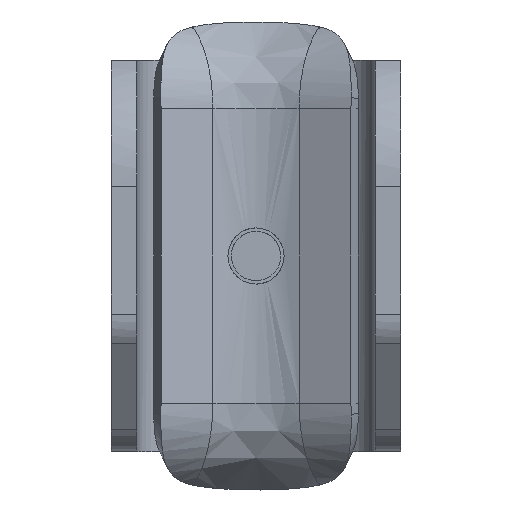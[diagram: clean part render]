
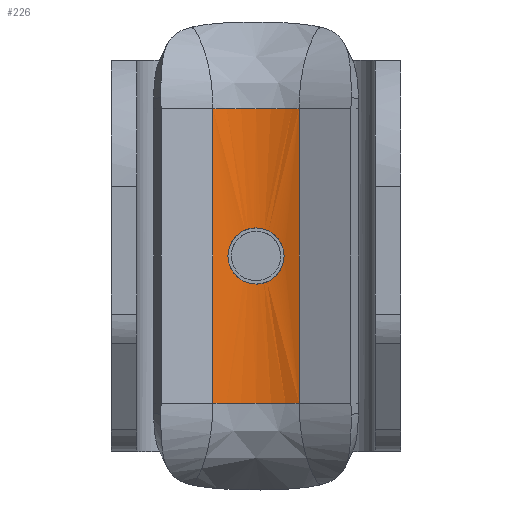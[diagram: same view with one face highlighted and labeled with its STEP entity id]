
A CAD part, front view. The second image highlights one B-rep face of the part: STEP entity #226.
In plain terms, the highlighted free-form (B-spline) face has degree [1, 2] with [2, 3] control points.
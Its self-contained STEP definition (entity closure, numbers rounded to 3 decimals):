
#75=FACE_BOUND('',#596,.T.);
#226=ADVANCED_FACE('',(#405,#75),#2886,.T.);
#405=FACE_OUTER_BOUND('',#595,.T.);
#595=EDGE_LOOP('',(#1400,#1401,#1402,#1403));
#596=EDGE_LOOP('',(#1404,#1405));
#1400=ORIENTED_EDGE('',*,*,#1934,.T.);
#1401=ORIENTED_EDGE('',*,*,#1935,.F.);
#1402=ORIENTED_EDGE('',*,*,#1936,.T.);
#1403=ORIENTED_EDGE('',*,*,#1902,.F.);
#1404=ORIENTED_EDGE('',*,*,#1938,.T.);
#1405=ORIENTED_EDGE('',*,*,#1937,.T.);
#1902=EDGE_CURVE('',#2719,#2707,#2439,.T.);
#1934=EDGE_CURVE('',#2719,#2723,#2449,.T.);
#1935=EDGE_CURVE('',#2703,#2723,#2450,.T.);
#1936=EDGE_CURVE('',#2703,#2707,#2451,.T.);
#1937=EDGE_CURVE('',#2726,#2727,#2289,.T.);
#1938=EDGE_CURVE('',#2727,#2726,#2290,.T.);
#2289=B_SPLINE_CURVE_WITH_KNOTS('',3,(#8084,#8085,#8086,#8087,#8088,#8089,
#8090,#8091,#8092,#8093,#8094,#8095,#8096,#8097,#8098,#8099,#8100,#8101,
#8102,#8103,#8104,#8105,#8106,#8107,#8108,#8109),.UNSPECIFIED.,.F.,.F.,
(4,2,2,2,2,2,2,2,2,2,2,2,4),(-10.487,-10.16,-9.832,
-9.176,-8.52,-8.193,-7.865,
-7.538,-7.211,-6.555,-5.899,
-5.571,-5.244),.UNSPECIFIED.);
#2290=B_SPLINE_CURVE_WITH_KNOTS('',3,(#8110,#8111,#8112,#8113,#8114,#8115,
#8116,#8117,#8118,#8119,#8120,#8121,#8122,#8123,#8124,#8125,#8126,#8127,
#8128,#8129,#8130,#8131,#8132,#8133,#8134,#8135),.UNSPECIFIED.,.F.,.F.,
(4,2,2,2,2,2,2,2,2,2,2,2,4),(-5.244,-4.916,-4.589,
-3.933,-3.277,-2.949,-2.622,
-2.294,-1.967,-1.311,-0.655,
-0.327,0.),.UNSPECIFIED.);
#2439=(
BOUNDED_CURVE()
B_SPLINE_CURVE(2,(#7751,#7752,#7753,#7754,#7755),.UNSPECIFIED.,.F.,.F.)
B_SPLINE_CURVE_WITH_KNOTS((3,2,3),(-5.236,-2.618,
0.),.UNSPECIFIED.)
CURVE()
GEOMETRIC_REPRESENTATION_ITEM()
RATIONAL_B_SPLINE_CURVE((1.,0.976,1.,0.976,1.))
REPRESENTATION_ITEM('')
);
#2449=(
BOUNDED_CURVE()
B_SPLINE_CURVE(1,(#8077,#8078),.UNSPECIFIED.,.F.,.F.)
B_SPLINE_CURVE_WITH_KNOTS((2,2),(0.,17.317),.UNSPECIFIED.)
CURVE()
GEOMETRIC_REPRESENTATION_ITEM()
RATIONAL_B_SPLINE_CURVE((1.,1.))
REPRESENTATION_ITEM('')
);
#2450=(
BOUNDED_CURVE()
B_SPLINE_CURVE(2,(#8079,#8080,#8081),.UNSPECIFIED.,.F.,.F.)
B_SPLINE_CURVE_WITH_KNOTS((3,3),(0.,5.236),.UNSPECIFIED.)
CURVE()
GEOMETRIC_REPRESENTATION_ITEM()
RATIONAL_B_SPLINE_CURVE((1.,0.906,1.))
REPRESENTATION_ITEM('')
);
#2451=(
BOUNDED_CURVE()
B_SPLINE_CURVE(1,(#8082,#8083),.UNSPECIFIED.,.F.,.F.)
B_SPLINE_CURVE_WITH_KNOTS((2,2),(-17.317,0.),.UNSPECIFIED.)
CURVE()
GEOMETRIC_REPRESENTATION_ITEM()
RATIONAL_B_SPLINE_CURVE((1.,1.))
REPRESENTATION_ITEM('')
);
#2703=VERTEX_POINT('',#7621);
#2707=VERTEX_POINT('',#7625);
#2719=VERTEX_POINT('',#7637);
#2723=VERTEX_POINT('',#7641);
#2726=VERTEX_POINT('',#7644);
#2727=VERTEX_POINT('',#7645);
#2886=(
BOUNDED_SURFACE()
B_SPLINE_SURFACE(1,2,((#7240,#7241,#7242),(#7243,#7244,#7245)),
 .UNSPECIFIED.,.F.,.F.,.F.)
B_SPLINE_SURFACE_WITH_KNOTS((2,2),(3,3),(0.,17.317),
(-5.236,0.),.UNSPECIFIED.)
GEOMETRIC_REPRESENTATION_ITEM()
RATIONAL_B_SPLINE_SURFACE(((1.,0.906,1.),(1.,0.906,
1.)))
REPRESENTATION_ITEM('')
SURFACE()
);
#7240=CARTESIAN_POINT('',(-2.536,-6.882,20.159));
#7241=CARTESIAN_POINT('',(0.,-5.699,20.159));
#7242=CARTESIAN_POINT('',(2.536,-6.882,20.159));
#7243=CARTESIAN_POINT('',(-2.536,-6.882,2.841));
#7244=CARTESIAN_POINT('',(0.,-5.699,2.841));
#7245=CARTESIAN_POINT('',(2.536,-6.882,2.841));
#7621=CARTESIAN_POINT('',(2.536,-6.882,2.841));
#7625=CARTESIAN_POINT('',(2.536,-6.882,20.159));
#7637=CARTESIAN_POINT('',(-2.536,-6.882,20.159));
#7641=CARTESIAN_POINT('',(-2.536,-6.882,2.841));
#7644=CARTESIAN_POINT('',(0.,-6.319,13.15));
#7645=CARTESIAN_POINT('',(0.,-6.319,9.85));
#7751=CARTESIAN_POINT('',(-2.536,-6.882,20.159));
#7752=CARTESIAN_POINT('',(-1.33,-6.319,20.159));
#7753=CARTESIAN_POINT('',(0.,-6.319,20.159));
#7754=CARTESIAN_POINT('',(1.33,-6.319,20.159));
#7755=CARTESIAN_POINT('',(2.536,-6.882,20.159));
#8077=CARTESIAN_POINT('',(-2.536,-6.882,20.159));
#8078=CARTESIAN_POINT('',(-2.536,-6.882,2.841));
#8079=CARTESIAN_POINT('',(2.536,-6.882,2.841));
#8080=CARTESIAN_POINT('',(0.,-5.699,2.841));
#8081=CARTESIAN_POINT('',(-2.536,-6.882,2.841));
#8082=CARTESIAN_POINT('',(2.536,-6.882,2.841));
#8083=CARTESIAN_POINT('',(2.536,-6.882,20.159));
#8084=CARTESIAN_POINT('',(0.,-6.319,13.15));
#8085=CARTESIAN_POINT('',(0.111,-6.319,13.15));
#8086=CARTESIAN_POINT('',(0.221,-6.323,13.139));
#8087=CARTESIAN_POINT('',(0.435,-6.334,13.095));
#8088=CARTESIAN_POINT('',(0.539,-6.343,13.063));
#8089=CARTESIAN_POINT('',(0.838,-6.375,12.938));
#8090=CARTESIAN_POINT('',(1.019,-6.405,12.816));
#8091=CARTESIAN_POINT('',(1.324,-6.465,12.508));
#8092=CARTESIAN_POINT('',(1.444,-6.495,12.327));
#8093=CARTESIAN_POINT('',(1.566,-6.527,12.031));
#8094=CARTESIAN_POINT('',(1.597,-6.536,11.929));
#8095=CARTESIAN_POINT('',(1.639,-6.548,11.718));
#8096=CARTESIAN_POINT('',(1.65,-6.551,11.61));
#8097=CARTESIAN_POINT('',(1.65,-6.551,11.39));
#8098=CARTESIAN_POINT('',(1.639,-6.548,11.282));
#8099=CARTESIAN_POINT('',(1.597,-6.536,11.071));
#8100=CARTESIAN_POINT('',(1.566,-6.527,10.969));
#8101=CARTESIAN_POINT('',(1.444,-6.495,10.673));
#8102=CARTESIAN_POINT('',(1.324,-6.465,10.492));
#8103=CARTESIAN_POINT('',(1.019,-6.405,10.184));
#8104=CARTESIAN_POINT('',(0.838,-6.375,10.062));
#8105=CARTESIAN_POINT('',(0.539,-6.343,9.937));
#8106=CARTESIAN_POINT('',(0.435,-6.334,9.905));
#8107=CARTESIAN_POINT('',(0.221,-6.323,9.861));
#8108=CARTESIAN_POINT('',(0.111,-6.319,9.85));
#8109=CARTESIAN_POINT('',(0.,-6.319,9.85));
#8110=CARTESIAN_POINT('',(0.,-6.319,9.85));
#8111=CARTESIAN_POINT('',(-0.111,-6.319,9.85));
#8112=CARTESIAN_POINT('',(-0.221,-6.323,9.861));
#8113=CARTESIAN_POINT('',(-0.435,-6.334,9.905));
#8114=CARTESIAN_POINT('',(-0.539,-6.343,9.937));
#8115=CARTESIAN_POINT('',(-0.838,-6.375,10.062));
#8116=CARTESIAN_POINT('',(-1.019,-6.405,10.184));
#8117=CARTESIAN_POINT('',(-1.324,-6.465,10.492));
#8118=CARTESIAN_POINT('',(-1.444,-6.495,10.673));
#8119=CARTESIAN_POINT('',(-1.566,-6.527,10.969));
#8120=CARTESIAN_POINT('',(-1.597,-6.536,11.071));
#8121=CARTESIAN_POINT('',(-1.639,-6.548,11.282));
#8122=CARTESIAN_POINT('',(-1.65,-6.551,11.39));
#8123=CARTESIAN_POINT('',(-1.65,-6.551,11.61));
#8124=CARTESIAN_POINT('',(-1.639,-6.548,11.718));
#8125=CARTESIAN_POINT('',(-1.597,-6.536,11.929));
#8126=CARTESIAN_POINT('',(-1.566,-6.527,12.031));
#8127=CARTESIAN_POINT('',(-1.444,-6.495,12.327));
#8128=CARTESIAN_POINT('',(-1.324,-6.465,12.508));
#8129=CARTESIAN_POINT('',(-1.019,-6.405,12.816));
#8130=CARTESIAN_POINT('',(-0.838,-6.375,12.938));
#8131=CARTESIAN_POINT('',(-0.539,-6.343,13.063));
#8132=CARTESIAN_POINT('',(-0.435,-6.334,13.095));
#8133=CARTESIAN_POINT('',(-0.221,-6.323,13.139));
#8134=CARTESIAN_POINT('',(-0.111,-6.319,13.15));
#8135=CARTESIAN_POINT('',(0.,-6.319,13.15));
